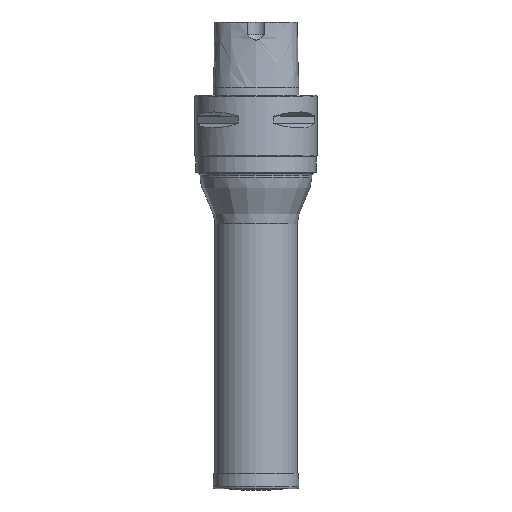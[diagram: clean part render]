
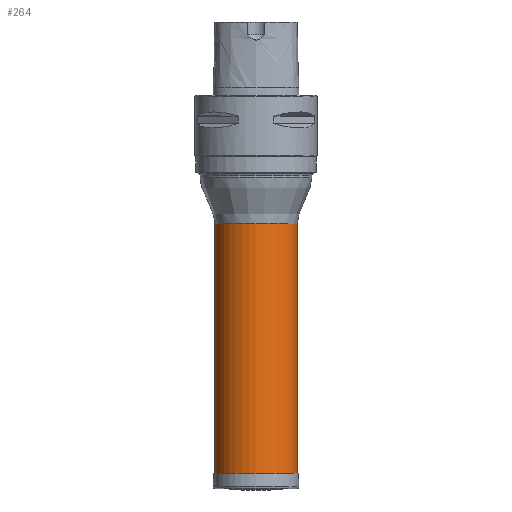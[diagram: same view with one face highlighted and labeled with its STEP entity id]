
A CAD part, front view. The second image highlights one B-rep face of the part: STEP entity #264.
In plain terms, the highlighted cylindrical face has radius 13.55 mm (diameter 27.1 mm), a full revolution.
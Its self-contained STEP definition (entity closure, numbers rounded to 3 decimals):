
#264=ADVANCED_FACE('TB_IB_SU_5',(#332,#333),#319,.T.);
#319=CYLINDRICAL_SURFACE('',#839,13.55);
#332=FACE_BOUND('',#398,.T.);
#333=FACE_BOUND('',#399,.T.);
#398=EDGE_LOOP('',(#486));
#399=EDGE_LOOP('',(#487));
#486=ORIENTED_EDGE('',*,*,#722,.T.);
#487=ORIENTED_EDGE('',*,*,#723,.F.);
#654=VERTEX_POINT('',#1136);
#655=VERTEX_POINT('',#1138);
#722=EDGE_CURVE('',#654,#654,#806,.T.);
#723=EDGE_CURVE('',#655,#655,#807,.T.);
#806=CIRCLE('',#837,13.55);
#807=CIRCLE('',#838,13.55);
#837=AXIS2_PLACEMENT_3D('',#1135,#929,#930);
#838=AXIS2_PLACEMENT_3D('',#1137,#931,#932);
#839=AXIS2_PLACEMENT_3D('',#1139,#933,#934);
#929=DIRECTION('',(0.,0.,-1.));
#930=DIRECTION('',(-1.,0.,0.));
#931=DIRECTION('',(0.,0.,-1.));
#932=DIRECTION('',(-1.,0.,0.));
#933=DIRECTION('',(0.,0.,-1.));
#934=DIRECTION('',(-1.,0.,0.));
#1135=CARTESIAN_POINT('',(0.,0.,-42.));
#1136=CARTESIAN_POINT('',(-13.55,0.,-42.));
#1137=CARTESIAN_POINT('',(0.,0.,-127.));
#1138=CARTESIAN_POINT('',(-13.55,0.,-127.));
#1139=CARTESIAN_POINT('',(0.,0.,0.));
